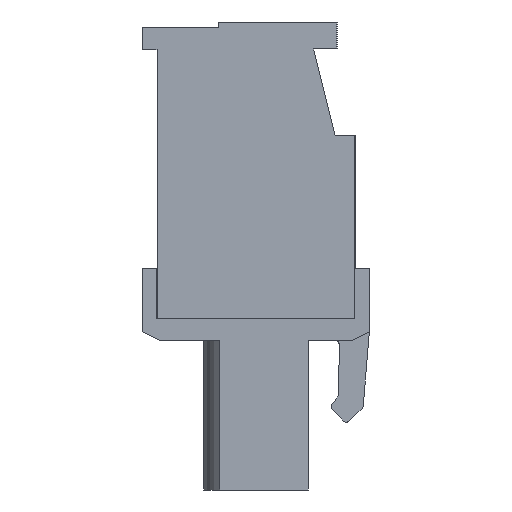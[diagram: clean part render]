
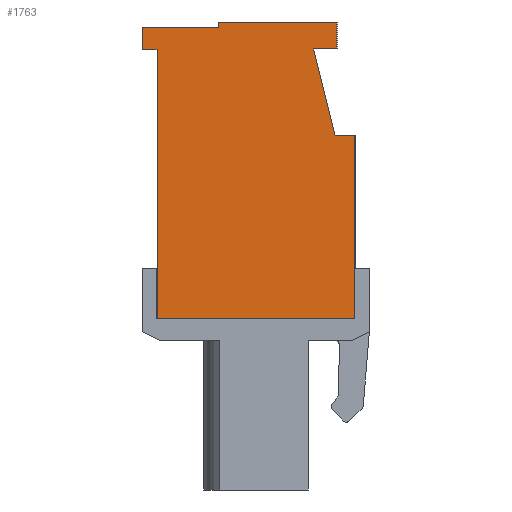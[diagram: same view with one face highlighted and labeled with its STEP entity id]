
A CAD part, left-side view. The second image highlights one B-rep face of the part: STEP entity #1763.
In plain terms, the highlighted planar face has unit normal (-1, 0, 0).
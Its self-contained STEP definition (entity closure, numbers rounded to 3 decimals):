
#1763 = ADVANCED_FACE( '', ( #4543 ), #4544, .T. );
#4543 = FACE_OUTER_BOUND( '', #8649, .T. );
#4544 = PLANE( '', #8650 );
#8649 = EDGE_LOOP( '', ( #12845, #12846, #12847, #12848, #12849, #12850, #12851, #12852, #12853, #12854, #12855, #12856 ) );
#8650 = AXIS2_PLACEMENT_3D( '', #12857, #12858, #12859 );
#12845 = ORIENTED_EDGE( '', *, *, #25313, .T. );
#12846 = ORIENTED_EDGE( '', *, *, #25314, .T. );
#12847 = ORIENTED_EDGE( '', *, *, #25237, .T. );
#12848 = ORIENTED_EDGE( '', *, *, #25315, .T. );
#12849 = ORIENTED_EDGE( '', *, *, #25316, .T. );
#12850 = ORIENTED_EDGE( '', *, *, #25317, .T. );
#12851 = ORIENTED_EDGE( '', *, *, #25318, .T. );
#12852 = ORIENTED_EDGE( '', *, *, #25319, .T. );
#12853 = ORIENTED_EDGE( '', *, *, #25320, .T. );
#12854 = ORIENTED_EDGE( '', *, *, #25321, .T. );
#12855 = ORIENTED_EDGE( '', *, *, #25322, .T. );
#12856 = ORIENTED_EDGE( '', *, *, #25323, .T. );
#12857 = CARTESIAN_POINT( '', ( -30., 0., 0. ) );
#12858 = DIRECTION( '', ( -1., 0., 0. ) );
#12859 = DIRECTION( '', ( 0., 0., 1. ) );
#25237 = EDGE_CURVE( '', #30216, #30217, #30218, .T. );
#25313 = EDGE_CURVE( '', #30354, #30355, #30356, .T. );
#25314 = EDGE_CURVE( '', #30355, #30216, #30357, .T. );
#25315 = EDGE_CURVE( '', #30217, #30358, #30359, .T. );
#25316 = EDGE_CURVE( '', #30358, #30360, #30361, .T. );
#25317 = EDGE_CURVE( '', #30360, #30362, #30363, .T. );
#25318 = EDGE_CURVE( '', #30362, #30364, #30365, .T. );
#25319 = EDGE_CURVE( '', #30364, #30366, #30367, .T. );
#25320 = EDGE_CURVE( '', #30366, #30368, #30369, .T. );
#25321 = EDGE_CURVE( '', #30368, #30370, #30371, .T. );
#25322 = EDGE_CURVE( '', #30370, #30372, #30373, .T. );
#25323 = EDGE_CURVE( '', #30372, #30354, #30374, .T. );
#30216 = VERTEX_POINT( '', #37605 );
#30217 = VERTEX_POINT( '', #37606 );
#30218 = LINE( '', #37607, #37608 );
#30354 = VERTEX_POINT( '', #37811 );
#30355 = VERTEX_POINT( '', #37812 );
#30356 = LINE( '', #37813, #37814 );
#30357 = LINE( '', #37815, #37816 );
#30358 = VERTEX_POINT( '', #37817 );
#30359 = LINE( '', #37818, #37819 );
#30360 = VERTEX_POINT( '', #37820 );
#30361 = LINE( '', #37821, #37822 );
#30362 = VERTEX_POINT( '', #37823 );
#30363 = LINE( '', #37824, #37825 );
#30364 = VERTEX_POINT( '', #37826 );
#30365 = LINE( '', #37827, #37828 );
#30366 = VERTEX_POINT( '', #37829 );
#30367 = LINE( '', #37830, #37831 );
#30368 = VERTEX_POINT( '', #37832 );
#30369 = LINE( '', #37833, #37834 );
#30370 = VERTEX_POINT( '', #37835 );
#30371 = LINE( '', #37836, #37837 );
#30372 = VERTEX_POINT( '', #37838 );
#30373 = LINE( '', #37839, #37840 );
#30374 = LINE( '', #37841, #37842 );
#37605 = CARTESIAN_POINT( '', ( -30., 2.1, 9.025 ) );
#37606 = CARTESIAN_POINT( '', ( -30., 2.1, 8.725 ) );
#37607 = CARTESIAN_POINT( '', ( -30., 2.1, 9.025 ) );
#37608 = VECTOR( '', #48376, 1000. );
#37811 = CARTESIAN_POINT( '', ( -30., -4.5, 7.525 ) );
#37812 = CARTESIAN_POINT( '', ( -30., -4.5, 9.025 ) );
#37813 = CARTESIAN_POINT( '', ( -30., -4.5, 7.525 ) );
#37814 = VECTOR( '', #48440, 1000. );
#37815 = CARTESIAN_POINT( '', ( -30., -4.5, 9.025 ) );
#37816 = VECTOR( '', #48441, 1000. );
#37817 = CARTESIAN_POINT( '', ( -30., 6.3, 8.725 ) );
#37818 = CARTESIAN_POINT( '', ( -30., 2.1, 8.725 ) );
#37819 = VECTOR( '', #48442, 1000. );
#37820 = CARTESIAN_POINT( '', ( -30., 6.3, 7.475 ) );
#37821 = CARTESIAN_POINT( '', ( -30., 6.3, 8.725 ) );
#37822 = VECTOR( '', #48443, 1000. );
#37823 = CARTESIAN_POINT( '', ( -30., 5.5, 7.475 ) );
#37824 = CARTESIAN_POINT( '', ( -30., 6.3, 7.475 ) );
#37825 = VECTOR( '', #48444, 1000. );
#37826 = CARTESIAN_POINT( '', ( -30., 5.5, -7.475 ) );
#37827 = CARTESIAN_POINT( '', ( -30., 5.5, 7.475 ) );
#37828 = VECTOR( '', #48445, 1000. );
#37829 = CARTESIAN_POINT( '', ( -30., -5.5, -7.475 ) );
#37830 = CARTESIAN_POINT( '', ( -30., 5.5, -7.475 ) );
#37831 = VECTOR( '', #48446, 1000. );
#37832 = CARTESIAN_POINT( '', ( -30., -5.5, 2.725 ) );
#37833 = CARTESIAN_POINT( '', ( -30., -5.5, -7.475 ) );
#37834 = VECTOR( '', #48447, 1000. );
#37835 = CARTESIAN_POINT( '', ( -30., -4.4, 2.725 ) );
#37836 = CARTESIAN_POINT( '', ( -30., -5.5, 2.725 ) );
#37837 = VECTOR( '', #48448, 1000. );
#37838 = CARTESIAN_POINT( '', ( -30., -3.2, 7.525 ) );
#37839 = CARTESIAN_POINT( '', ( -30., -4.4, 2.725 ) );
#37840 = VECTOR( '', #48449, 1000. );
#37841 = CARTESIAN_POINT( '', ( -30., -3.2, 7.525 ) );
#37842 = VECTOR( '', #48450, 1000. );
#48376 = DIRECTION( '', ( 0., 0., -1. ) );
#48440 = DIRECTION( '', ( 0., 0., 1. ) );
#48441 = DIRECTION( '', ( 0., 1., 0. ) );
#48442 = DIRECTION( '', ( 0., 1., 0. ) );
#48443 = DIRECTION( '', ( 0., 0., -1. ) );
#48444 = DIRECTION( '', ( 0., -1., 0. ) );
#48445 = DIRECTION( '', ( 0., 0., -1. ) );
#48446 = DIRECTION( '', ( 0., -1., 0. ) );
#48447 = DIRECTION( '', ( 0., 0., 1. ) );
#48448 = DIRECTION( '', ( 0., 1., 0. ) );
#48449 = DIRECTION( '', ( 0., 0.243, 0.97 ) );
#48450 = DIRECTION( '', ( 0., -1., 0. ) );
